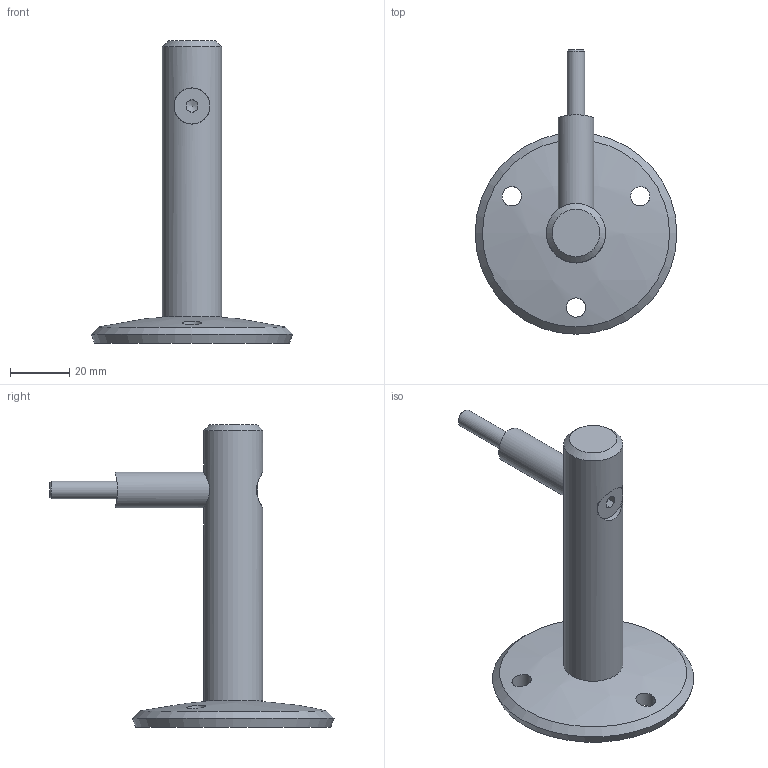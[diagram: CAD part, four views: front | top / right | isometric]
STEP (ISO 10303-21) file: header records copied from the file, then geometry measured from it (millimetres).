
FILE_DESCRIPTION (( 'STEP AP203' ), '1' );
FILE_NAME ('50195-240.STEP', '2023-08-23T10:47:19', ( '' ), ( '' ), 'SwSTEP 2.0', 'SolidWorks 2018', '' );
FILE_SCHEMA (( 'CONFIG_CONTROL_DESIGN' ));
Length unit declared in the file: millimetre
Products named in the file (6): 50195-240; 50195-240 Teil2_50195-240 Teil2; 50195-240 Teil1_50195-240 Teil1; 50195-240 Teil4_50195-240 Teil4; socket countersunk head screw_din_DIN 7991 - M8 x 16 --- 16S; 50195-240 Teil3_50195-240 Teil3
Assembly tree (5 placements, depth 2):
  50195-240
    50195-240 Teil1_50195-240 Teil1
    50195-240 Teil3_50195-240 Teil3
    50195-240 Teil4_50195-240 Teil4
    50195-240 Teil2_50195-240 Teil2
    socket countersunk head screw_din_DIN 7991 - M8 x 16 --- 16S
Bounding box: 68 x 95.8 x 102 mm (x, y, z)
Volume: 48100.4 mm3; surface area: 20774.7 mm2
Topology: 5 solids, 5 shells, 302 faces, 767 edges, 499 vertices
Faces by surface type: plane 124, bspline 97, cone 28, sphere 26, cylinder 26, torus 1
Full cylindrical faces by diameter (mm): 6 x1, 6.5 x3, 6.8 x1, 7 x1, 8 x9, 9 x1, 12 x3, 12.1 x1, 12.5 x1, 15.57 x1, 20 x1
Entity records: 15039 total; most frequent: CARTESIAN_POINT 7917, ORIENTED_EDGE 1400, DIRECTION 1141, EDGE_CURVE 700, VERTEX_POINT 485, AXIS2_PLACEMENT_3D 455, EDGE_LOOP 391, FACE_OUTER_BOUND 328
